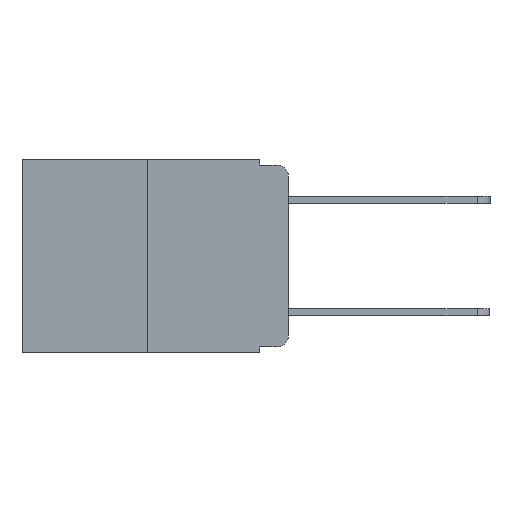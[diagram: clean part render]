
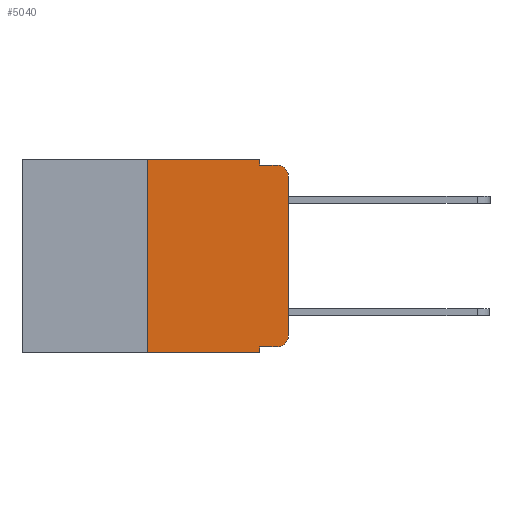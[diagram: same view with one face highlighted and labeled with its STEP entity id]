
A CAD part, left-side view. The second image highlights one B-rep face of the part: STEP entity #5040.
In plain terms, the highlighted planar face has unit normal (-1, 0, 0).
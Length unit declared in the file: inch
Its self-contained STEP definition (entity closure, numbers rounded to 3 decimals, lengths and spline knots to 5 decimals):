
#56 = DIRECTION ( 'NONE',  ( -1., 0., 0. ) ) ;
#230 = CARTESIAN_POINT ( 'NONE',  ( 0., 0.051, -0.333 ) ) ;
#531 = VERTEX_POINT ( 'NONE', #7027 ) ;
#1045 = LINE ( 'NONE', #6752, #9331 ) ;
#1170 = ORIENTED_EDGE ( 'NONE', *, *, #5504, .F. ) ;
#1743 = VERTEX_POINT ( 'NONE', #9119 ) ;
#1780 = CARTESIAN_POINT ( 'NONE',  ( 0., 0.02, -0.313 ) ) ;
#1804 = ORIENTED_EDGE ( 'NONE', *, *, #2825, .T. ) ;
#2240 = CARTESIAN_POINT ( 'NONE',  ( 0., 0.051, 0. ) ) ;
#2311 = CARTESIAN_POINT ( 'NONE',  ( 0., 0.02, -0.01 ) ) ;
#2367 = CARTESIAN_POINT ( 'NONE',  ( 0., 0.051, 0. ) ) ;
#2392 = CARTESIAN_POINT ( 'NONE',  ( 0., 0.051, -0.343 ) ) ;
#2468 = VERTEX_POINT ( 'NONE', #230 ) ;
#2816 = ORIENTED_EDGE ( 'NONE', *, *, #4418, .T. ) ;
#2825 = EDGE_CURVE ( 'NONE', #5520, #4453, #10131, .T. ) ;
#2975 = ORIENTED_EDGE ( 'NONE', *, *, #4965, .T. ) ;
#3079 = VERTEX_POINT ( 'NONE', #5506 ) ;
#3164 = VERTEX_POINT ( 'NONE', #2311 ) ;
#3238 = ORIENTED_EDGE ( 'NONE', *, *, #8793, .F. ) ;
#3575 = VECTOR ( 'NONE', #9775, 39.37008 ) ;
#3588 = VECTOR ( 'NONE', #5392, 39.37008 ) ;
#3595 = VECTOR ( 'NONE', #4451, 39.37008 ) ;
#3809 = CARTESIAN_POINT ( 'NONE',  ( 0., 0., 0. ) ) ;
#4418 = EDGE_CURVE ( 'NONE', #1743, #6970, #4470, .T. ) ;
#4451 = DIRECTION ( 'NONE',  ( 0., 0., 1. ) ) ;
#4453 = VERTEX_POINT ( 'NONE', #2392 ) ;
#4467 = AXIS2_PLACEMENT_3D ( 'NONE', #5505, #56, #6316 ) ;
#4470 = CIRCLE ( 'NONE', #5212, 0.02 ) ;
#4472 = CIRCLE ( 'NONE', #4467, 0.02 ) ;
#4484 = DIRECTION ( 'NONE',  ( 0., 0., -1. ) ) ;
#4485 = EDGE_LOOP ( 'NONE', ( #6092, #9808, #3238, #9306, #10682, #9951, #1804, #1170, #2975, #2816 ) ) ;
#4705 = EDGE_CURVE ( 'NONE', #3079, #9585, #9204, .T. ) ;
#4965 = EDGE_CURVE ( 'NONE', #2468, #1743, #9582, .T. ) ;
#5040 = ADVANCED_FACE ( 'NONE', ( #6634 ), #9714, .F. ) ;
#5042 = VERTEX_POINT ( 'NONE', #6256 ) ;
#5212 = AXIS2_PLACEMENT_3D ( 'NONE', #1780, #6735, #4484 ) ;
#5392 = DIRECTION ( 'NONE',  ( 0., -1., 0. ) ) ;
#5457 = LINE ( 'NONE', #7566, #9569 ) ;
#5504 = EDGE_CURVE ( 'NONE', #2468, #4453, #5457, .T. ) ;
#5505 = CARTESIAN_POINT ( 'NONE',  ( 0., 0.02, -0.03 ) ) ;
#5506 = CARTESIAN_POINT ( 'NONE',  ( 0., 0.25, 0. ) ) ;
#5520 = VERTEX_POINT ( 'NONE', #9179 ) ;
#5765 = LINE ( 'NONE', #2240, #3575 ) ;
#5782 = LINE ( 'NONE', #6886, #3595 ) ;
#6092 = ORIENTED_EDGE ( 'NONE', *, *, #9915, .T. ) ;
#6196 = CARTESIAN_POINT ( 'NONE',  ( 0., 0.473, -0.343 ) ) ;
#6256 = CARTESIAN_POINT ( 'NONE',  ( 0., 0., -0.03 ) ) ;
#6316 = DIRECTION ( 'NONE',  ( 0., 0., -1. ) ) ;
#6607 = EDGE_CURVE ( 'NONE', #5520, #3079, #5782, .T. ) ;
#6634 = FACE_OUTER_BOUND ( 'NONE', #4485, .T. ) ;
#6735 = DIRECTION ( 'NONE',  ( -1., 0., 0. ) ) ;
#6752 = CARTESIAN_POINT ( 'NONE',  ( 0., 0.051, -0.01 ) ) ;
#6886 = CARTESIAN_POINT ( 'NONE',  ( 0., 0.25, 0. ) ) ;
#6970 = VERTEX_POINT ( 'NONE', #9672 ) ;
#7016 = LINE ( 'NONE', #3809, #11067 ) ;
#7027 = CARTESIAN_POINT ( 'NONE',  ( 0., 0.051, -0.01 ) ) ;
#7159 = VECTOR ( 'NONE', #7892, 39.37008 ) ;
#7566 = CARTESIAN_POINT ( 'NONE',  ( 0., 0.051, 0. ) ) ;
#7585 = DIRECTION ( 'NONE',  ( 0., -1., 0. ) ) ;
#7730 = EDGE_CURVE ( 'NONE', #9585, #531, #5765, .T. ) ;
#7892 = DIRECTION ( 'NONE',  ( 0., -1., 0. ) ) ;
#8562 = CARTESIAN_POINT ( 'NONE',  ( 0., 0.051, -0.333 ) ) ;
#8793 = EDGE_CURVE ( 'NONE', #531, #3164, #1045, .T. ) ;
#8824 = AXIS2_PLACEMENT_3D ( 'NONE', #9244, #9750, #9260 ) ;
#9119 = CARTESIAN_POINT ( 'NONE',  ( 0., 0.02, -0.333 ) ) ;
#9179 = CARTESIAN_POINT ( 'NONE',  ( 0., 0.25, -0.343 ) ) ;
#9204 = LINE ( 'NONE', #9587, #10824 ) ;
#9244 = CARTESIAN_POINT ( 'NONE',  ( 0., 0.473, 0. ) ) ;
#9260 = DIRECTION ( 'NONE',  ( 0., 0., -1. ) ) ;
#9306 = ORIENTED_EDGE ( 'NONE', *, *, #7730, .F. ) ;
#9331 = VECTOR ( 'NONE', #7585, 39.37008 ) ;
#9346 = DIRECTION ( 'NONE',  ( 0., 0., -1. ) ) ;
#9358 = EDGE_CURVE ( 'NONE', #5042, #3164, #4472, .T. ) ;
#9551 = DIRECTION ( 'NONE',  ( 0., 0., 1. ) ) ;
#9569 = VECTOR ( 'NONE', #9346, 39.37008 ) ;
#9582 = LINE ( 'NONE', #8562, #7159 ) ;
#9585 = VERTEX_POINT ( 'NONE', #2367 ) ;
#9587 = CARTESIAN_POINT ( 'NONE',  ( 0., 0.473, 0. ) ) ;
#9672 = CARTESIAN_POINT ( 'NONE',  ( 0., 0., -0.313 ) ) ;
#9714 = PLANE ( 'NONE',  #8824 ) ;
#9750 = DIRECTION ( 'NONE',  ( 1., 0., 0. ) ) ;
#9775 = DIRECTION ( 'NONE',  ( 0., 0., -1. ) ) ;
#9808 = ORIENTED_EDGE ( 'NONE', *, *, #9358, .T. ) ;
#9915 = EDGE_CURVE ( 'NONE', #6970, #5042, #7016, .T. ) ;
#9951 = ORIENTED_EDGE ( 'NONE', *, *, #6607, .F. ) ;
#10131 = LINE ( 'NONE', #6196, #3588 ) ;
#10554 = DIRECTION ( 'NONE',  ( 0., -1., 0. ) ) ;
#10682 = ORIENTED_EDGE ( 'NONE', *, *, #4705, .F. ) ;
#10824 = VECTOR ( 'NONE', #10554, 39.37008 ) ;
#11067 = VECTOR ( 'NONE', #9551, 39.37008 ) ;
